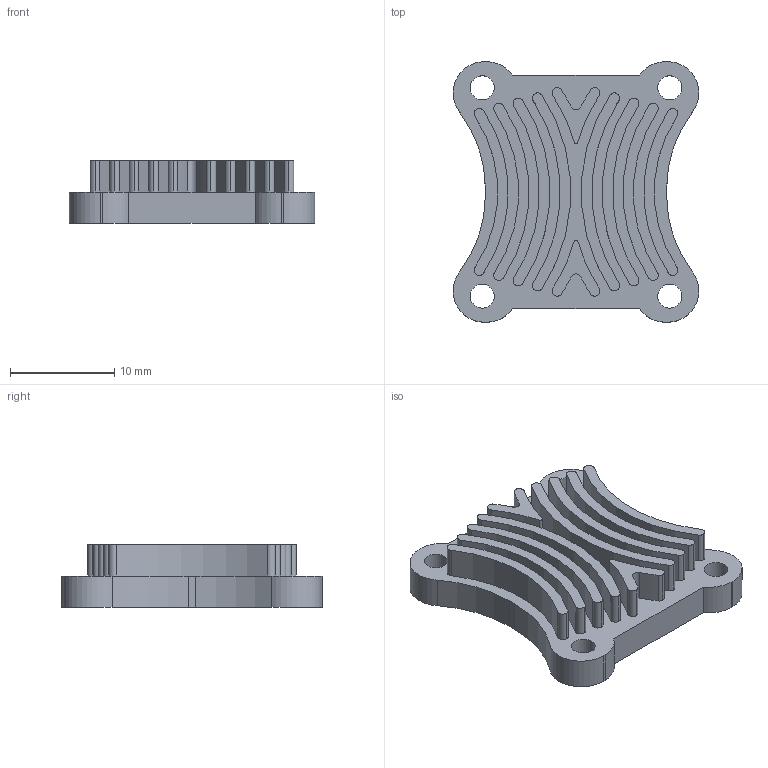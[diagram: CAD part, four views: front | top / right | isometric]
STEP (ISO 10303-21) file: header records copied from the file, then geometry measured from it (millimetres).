
FILE_DESCRIPTION (( 'STEP AP214' ), '1' );
FILE_NAME ('heatsink.STEP', '2025-05-07T04:53:03', ( '' ), ( '' ), 'SwSTEP 2.0', 'SolidWorks 2023', '' );
FILE_SCHEMA (( 'AUTOMOTIVE_DESIGN' ));
Length unit declared in the file: millimetre
Products named in the file (1): heatsink
Bounding box: 23.59 x 25 x 6 mm (x, y, z)
Volume: 1525.5 mm3; surface area: 2416.9 mm2
Topology: 1 solids, 1 shells, 109 faces, 288 edges, 192 vertices
Faces by surface type: cylinder 84, plane 25
Full cylindrical faces by diameter (mm): 2.3 x4
Entity records: 3489 total; most frequent: DIRECTION 672, CARTESIAN_POINT 586, ORIENTED_EDGE 568, EDGE_CURVE 284, AXIS2_PLACEMENT_3D 278, VERTEX_POINT 192, CIRCLE 168, EDGE_LOOP 132
